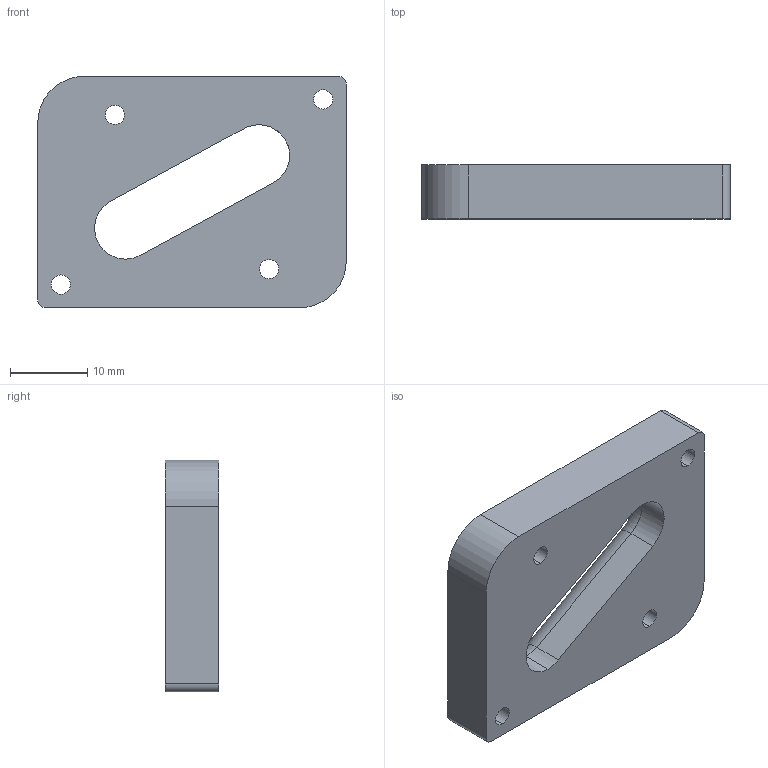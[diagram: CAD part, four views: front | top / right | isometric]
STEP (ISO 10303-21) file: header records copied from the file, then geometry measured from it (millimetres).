
FILE_DESCRIPTION (( 'STEP AP214' ), '1' );
FILE_NAME ('debubler lid - v2.STEP', '2018-11-26T11:27:02', ( '' ), ( '' ), 'SwSTEP 2.0', 'SolidWorks 2016', '' );
FILE_SCHEMA (( 'AUTOMOTIVE_DESIGN' ));
Length unit declared in the file: millimetre
Products named in the file (1): debubler lid - v2
Bounding box: 40 x 7 x 30 mm (x, y, z)
Volume: 6528 mm3; surface area: 3428.6 mm2
Topology: 1 solids, 1 shells, 36 faces, 90 edges, 56 vertices
Faces by surface type: cylinder 17, cone 8, plane 8, torus 3
Entity records: 1139 total; most frequent: DIRECTION 211, CARTESIAN_POINT 183, ORIENTED_EDGE 180, EDGE_CURVE 90, AXIS2_PLACEMENT_3D 84, VERTEX_POINT 56, CIRCLE 47, EDGE_LOOP 46
